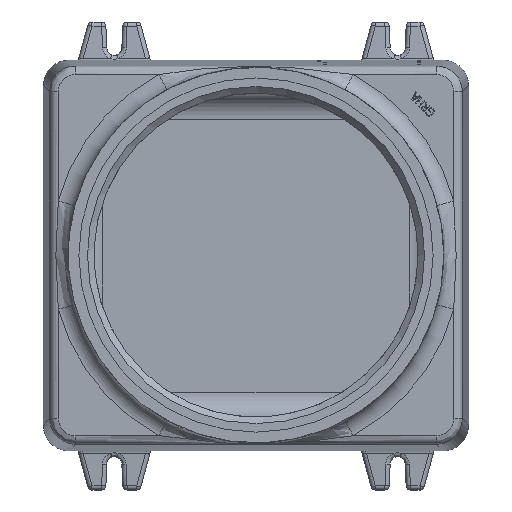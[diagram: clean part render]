
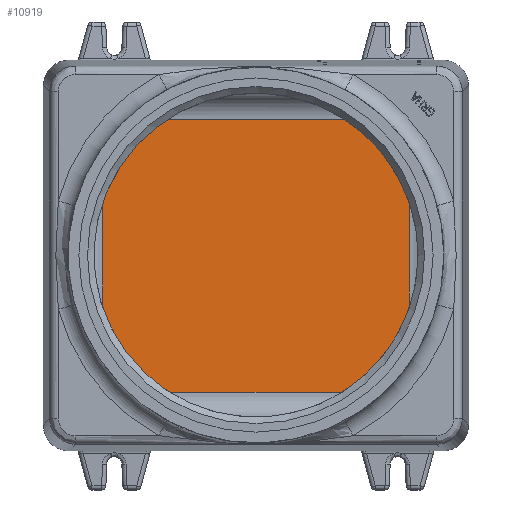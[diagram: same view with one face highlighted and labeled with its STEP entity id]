
A CAD part, top view. The second image highlights one B-rep face of the part: STEP entity #10919.
In plain terms, the highlighted planar face has unit normal (0, 0, 1).
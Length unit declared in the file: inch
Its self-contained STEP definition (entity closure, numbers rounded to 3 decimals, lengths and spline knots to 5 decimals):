
#577=LINE('',#16347,#1356);
#579=LINE('',#16355,#1358);
#1010=LINE('',#34328,#1789);
#1017=LINE('',#34347,#1796);
#1019=LINE('',#34350,#1798);
#1356=VECTOR('',#12673,0.03125);
#1358=VECTOR('',#12681,0.3937);
#1789=VECTOR('',#14782,0.3937);
#1796=VECTOR('',#14807,0.3937);
#1798=VECTOR('',#14811,0.3937);
#2450=PLANE('',#11983);
#3483=FACE_OUTER_BOUND('',#4200,.T.);
#4200=EDGE_LOOP('',(#10182,#10183,#10184,#10185,#10186));
#4936=VERTEX_POINT('',#16295);
#4939=VERTEX_POINT('',#16341);
#4942=VERTEX_POINT('',#16353);
#5566=VERTEX_POINT('',#34303);
#5571=VERTEX_POINT('',#34316);
#6001=EDGE_CURVE('',#4936,#4939,#577,.T.);
#6005=EDGE_CURVE('',#4942,#4936,#579,.T.);
#7101=EDGE_CURVE('',#5566,#5571,#1010,.T.);
#7112=EDGE_CURVE('',#5571,#4942,#1017,.T.);
#7114=EDGE_CURVE('',#4939,#5566,#1019,.T.);
#10182=ORIENTED_EDGE('',*,*,#6001,.F.);
#10183=ORIENTED_EDGE('',*,*,#6005,.F.);
#10184=ORIENTED_EDGE('',*,*,#7112,.F.);
#10185=ORIENTED_EDGE('',*,*,#7101,.F.);
#10186=ORIENTED_EDGE('',*,*,#7114,.F.);
#10919=ADVANCED_FACE('',(#3483),#2450,.T.);
#11983=AXIS2_PLACEMENT_3D('',#34369,#14840,#14841);
#12673=DIRECTION('',(0.67,-0.742,0.));
#12681=DIRECTION('',(1.,0.,0.));
#14782=DIRECTION('',(-1.,0.,0.));
#14807=DIRECTION('',(0.,1.,0.));
#14811=DIRECTION('',(0.,-1.,0.));
#14840=DIRECTION('center_axis',(0.,0.,1.));
#14841=DIRECTION('ref_axis',(1.,0.,0.));
#16295=CARTESIAN_POINT('',(4.38731,3.96561,-14.09375));
#16341=CARTESIAN_POINT('',(4.46561,3.87896,-14.09375));
#16347=CARTESIAN_POINT('',(4.38799,3.96485,-14.09375));
#16353=CARTESIAN_POINT('',(-4.46561,3.96561,-14.09375));
#16355=CARTESIAN_POINT('',(3.,3.96561,-14.09375));
#34303=CARTESIAN_POINT('',(4.46561,-3.96561,-14.09375));
#34316=CARTESIAN_POINT('',(-4.46561,-3.96561,-14.09375));
#34328=CARTESIAN_POINT('',(-3.,-3.96561,-14.09375));
#34347=CARTESIAN_POINT('',(-4.46561,2.75,-14.09375));
#34350=CARTESIAN_POINT('',(4.46561,-2.75,-14.09375));
#34369=CARTESIAN_POINT('Origin',(0.,0.,
-14.09375));
